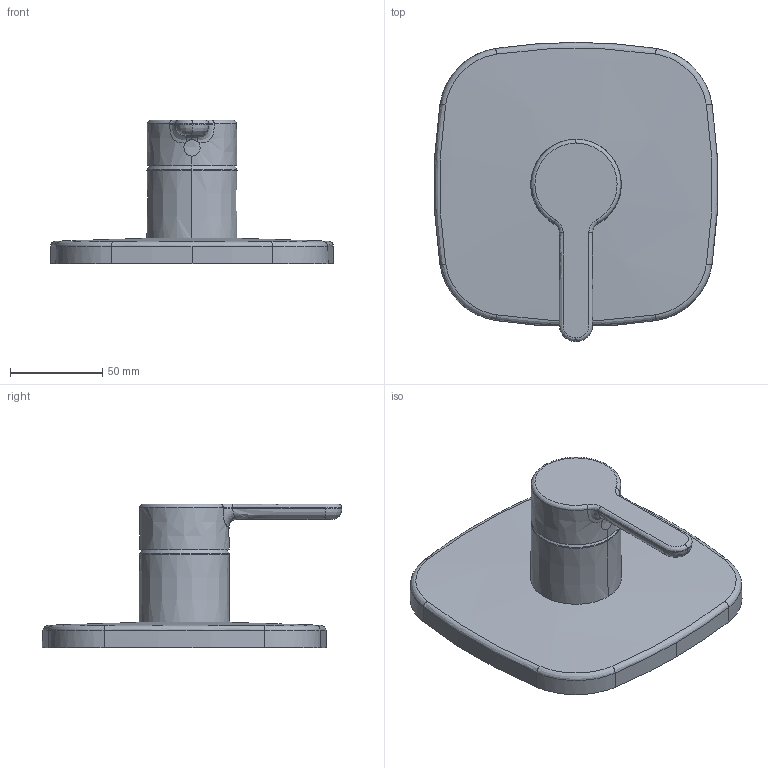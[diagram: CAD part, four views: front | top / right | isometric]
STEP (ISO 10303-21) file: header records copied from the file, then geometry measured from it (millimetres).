
FILE_DESCRIPTION (( 'STEP AP203' ), '1' );
FILE_NAME ('3087(2017)+81109593.STEP', '2017-05-22T11:32:55', ( '' ), ( '' ), 'SwSTEP 2.0', 'SolidWorks 2016', '' );
FILE_SCHEMA (( 'CONFIG_CONTROL_DESIGN' ));
Length unit declared in the file: millimetre
Products named in the file (1): 3087(2017)+81109593
Bounding box: 153.27 x 162.25 x 77.8 mm (x, y, z)
Volume: 404130.9 mm3; surface area: 61219.9 mm2
Topology: 1 solids, 1 shells, 50 faces, 117 edges, 71 vertices
Faces by surface type: bspline 30, cone 12, plane 4, torus 2, sphere 2
Entity records: 4450 total; most frequent: CARTESIAN_POINT 3470, ORIENTED_EDGE 234, EDGE_CURVE 117, DIRECTION 113, VERTEX_POINT 71, B_SPLINE_CURVE_WITH_KNOTS 63, EDGE_LOOP 52, FACE_OUTER_BOUND 50
